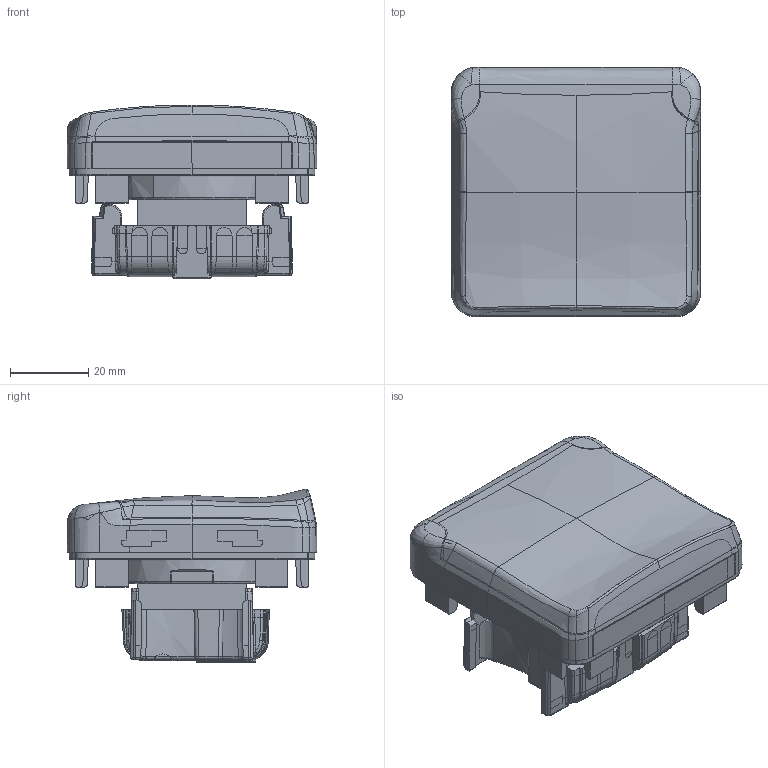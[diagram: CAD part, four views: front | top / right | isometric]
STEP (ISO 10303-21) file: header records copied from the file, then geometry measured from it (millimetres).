
FILE_DESCRIPTION(('CATIA V5 STEP Exchange','CAx-IF Rec.Pracs.--- Model Styling and Organization---1.5--- 2016-08-15','CAx-IF Rec.Pracs.---Supplemental Geometry---1.0---2011-11-01','CAx-IF Rec.Pracs.--- Composite Materials ---1.1---2010-07-15'),'2;1');
FILE_NAME('069551-ASS-1_AllCATPart.stp','2021-11-18T12:52:39+00:00',('none'),('none'),'CATIA Version 5-6 Release 2020 SP3','CATIA V5 STEP AP214 v2','none');
FILE_SCHEMA(('AUTOMOTIVE_DESIGN { 1 0 10303 214 1 1 1 1 }'));
Products named in the file (1): 069551-ASS-1_AllCATPart
Bounding box: 64 x 64 x 44.58 mm (x, y, z)
Surface area: 23553.6 mm2 (no closed solid volume)
Topology: 0 solids, 17 shells, 756 faces, 2401 edges, 1634 vertices
Faces by surface type: bspline 312, plane 261, cylinder 130, torus 23, cone 20, sphere 8, extrusion 2
Entity records: 45421 total; most frequent: CARTESIAN_POINT 28720, ORIENTED_EDGE 4363, EDGE_CURVE 2387, DIRECTION 1645, VERTEX_POINT 1634, B_SPLINE_CURVE_WITH_KNOTS 1437, VECTOR 771, EDGE_LOOP 771
